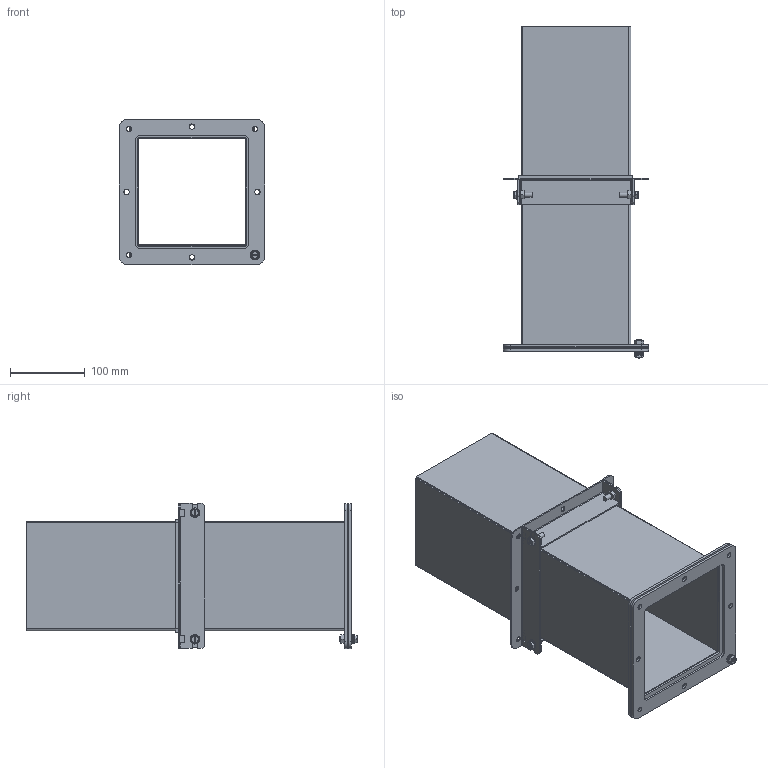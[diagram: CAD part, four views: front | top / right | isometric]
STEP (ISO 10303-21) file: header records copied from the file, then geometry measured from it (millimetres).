
FILE_DESCRIPTION (( 'STEP AP203' ), '1' );
FILE_NAME ('1487DXSS.step', '2020-11-17T21:14:49', ( 'ADC123' ), ( 'Microsoft' ), 'SwSTEP 2.0', 'SolidWorks 2019', '' );
FILE_SCHEMA (( 'CONFIG_CONTROL_DESIGN' ));
Length unit declared in the file: inch
Products named in the file (1): 1487DXSS
Bounding box: 193.68 x 443.12 x 193.79 mm (x, y, z)
Volume: 671853 mm3; surface area: 678023.4 mm2
Topology: 23 solids, 23 shells, 487 faces, 1253 edges, 814 vertices
Faces by surface type: plane 309, cylinder 138, bspline 40
Full cylindrical faces by diameter (mm): 4.976 x5, 6.35 x5, 6.553 x1, 7.137 x28, 12.7 x5
Entity records: 15424 total; most frequent: CARTESIAN_POINT 3889, ORIENTED_EDGE 2418, DIRECTION 2163, EDGE_CURVE 1209, LINE 819, VECTOR 819, VERTEX_POINT 814, AXIS2_PLACEMENT_3D 672
